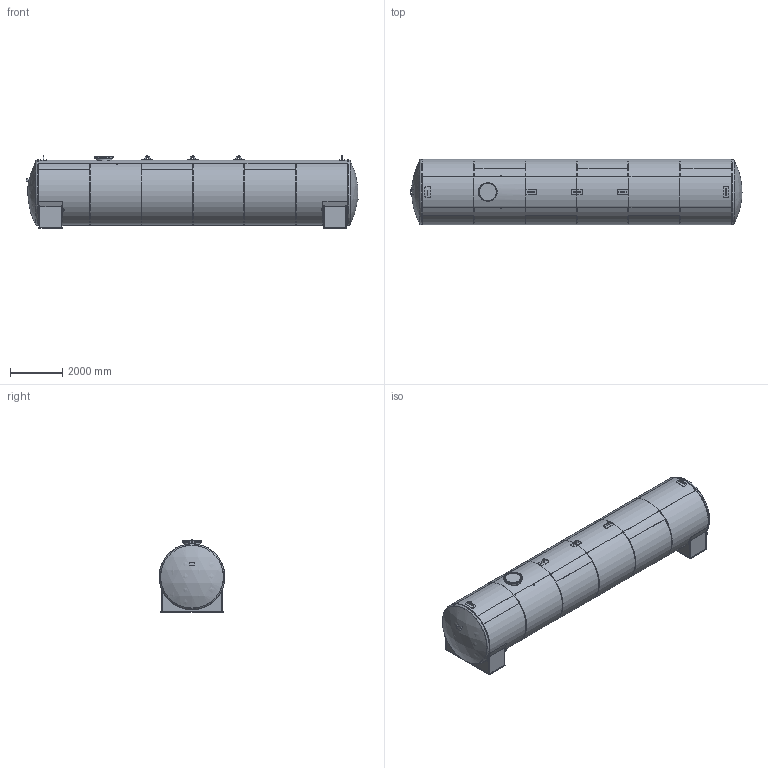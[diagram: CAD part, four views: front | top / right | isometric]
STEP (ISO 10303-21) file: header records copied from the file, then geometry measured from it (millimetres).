
FILE_DESCRIPTION(/* description */ (''),/* implementation_level */ '2;1');
FILE_NAME(/* name */ 'dh3c_cad-101280_202208.stp',/* time_stamp */ '2022-09-05T16:11:33+02:00',/* author */ ('mh'),/* organization */ (''),/* preprocessor_version */ 'ST-DEVELOPER v18.1',/* originating_system */ 'Autodesk Inventor 2022',/* authorisation */ '');
FILE_SCHEMA (('AUTOMOTIVE_DESIGN { 1 0 10303 214 3 1 1 }'));
Length unit declared in the file: millimetre
Products named in the file (1): Bauteil12
Bounding box: 12702.23 x 2510 x 2764 mm (x, y, z)
Surface area: 427753754.4 mm2 (no closed solid volume)
Topology: 0 solids, 149 shells, 1644 faces, 3529 edges, 2252 vertices
Faces by surface type: plane 928, cone 352, cylinder 340, sphere 8, torus 8, bspline 8
Full cylindrical faces by diameter (mm): 13.835 x32, 16 x32, 17 x32, 18 x64, 22.49 x32, 30 x32, 30.291 x2, 39.5 x2, 580 x1, 600 x2, 630 x1, 660 x1, 720 x2, 2486 x8, 2500 x10, 2510 x2
Entity records: 46779 total; most frequent: CARTESIAN_POINT 10522, ORIENTED_EDGE 7058, DIRECTION 7047, EDGE_CURVE 3529, AXIS2_PLACEMENT_3D 2711, VERTEX_POINT 2252, EDGE_LOOP 1983, FACE_OUTER_BOUND 1644
